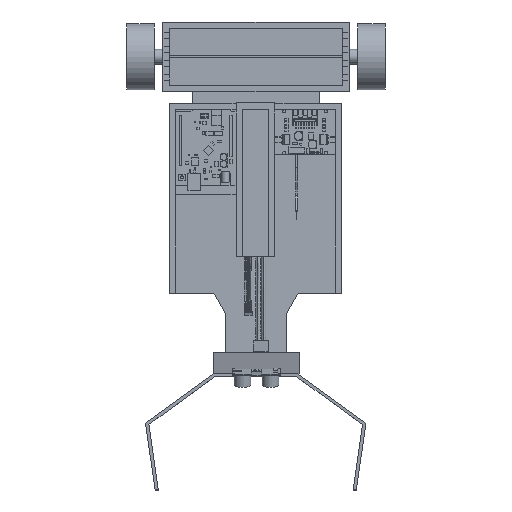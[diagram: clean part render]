
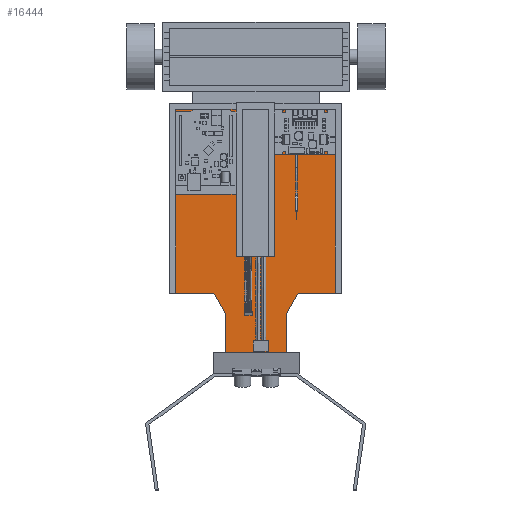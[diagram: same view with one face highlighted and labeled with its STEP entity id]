
A CAD part, top view. The second image highlights one B-rep face of the part: STEP entity #16444.
In plain terms, the highlighted planar face has unit normal (0, 0, 1).
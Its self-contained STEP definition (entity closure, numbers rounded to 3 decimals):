
#652=FACE_OUTER_BOUND('',#1604,.T.);
#1604=EDGE_LOOP('',(#10908,#10909,#10910,#10911,#10912,#10913,#10914,#10915,
#10916,#10917,#10918,#10919,#10920,#10921,#10922,#10923,#10924,#10925));
#2719=LINE('',#23208,#4844);
#2725=LINE('',#23220,#4850);
#2727=LINE('',#23223,#4852);
#2749=LINE('',#23273,#4874);
#2753=LINE('',#23282,#4878);
#2755=LINE('',#23286,#4880);
#2756=LINE('',#23288,#4881);
#2757=LINE('',#23290,#4882);
#2758=LINE('',#23292,#4883);
#2759=LINE('',#23294,#4884);
#2760=LINE('',#23295,#4885);
#2761=LINE('',#23297,#4886);
#2762=LINE('',#23299,#4887);
#2763=LINE('',#23301,#4888);
#2764=LINE('',#23303,#4889);
#2765=LINE('',#23304,#4890);
#2766=LINE('',#23306,#4891);
#2767=LINE('',#23307,#4892);
#4844=VECTOR('',#18721,10.);
#4850=VECTOR('',#18729,10.);
#4852=VECTOR('',#18733,10.);
#4874=VECTOR('',#18767,10.);
#4878=VECTOR('',#18773,10.);
#4880=VECTOR('',#18777,10.);
#4881=VECTOR('',#18778,10.);
#4882=VECTOR('',#18779,10.);
#4883=VECTOR('',#18780,10.);
#4884=VECTOR('',#18781,10.);
#4885=VECTOR('',#18782,10.);
#4886=VECTOR('',#18783,10.);
#4887=VECTOR('',#18784,10.);
#4888=VECTOR('',#18785,10.);
#4889=VECTOR('',#18786,10.);
#4890=VECTOR('',#18787,1.);
#4891=VECTOR('',#18788,1.);
#4892=VECTOR('',#18789,10.);
#6968=VERTEX_POINT('',#23204);
#6970=VERTEX_POINT('',#23207);
#6973=VERTEX_POINT('',#23214);
#6975=VERTEX_POINT('',#23218);
#6996=VERTEX_POINT('',#23270);
#6997=VERTEX_POINT('',#23272);
#7000=VERTEX_POINT('',#23279);
#7001=VERTEX_POINT('',#23281);
#7002=VERTEX_POINT('',#23285);
#7003=VERTEX_POINT('',#23287);
#7004=VERTEX_POINT('',#23289);
#7005=VERTEX_POINT('',#23291);
#7006=VERTEX_POINT('',#23293);
#7007=VERTEX_POINT('',#23296);
#7008=VERTEX_POINT('',#23298);
#7009=VERTEX_POINT('',#23300);
#7010=VERTEX_POINT('',#23302);
#7011=VERTEX_POINT('',#23305);
#8505=EDGE_CURVE('',#6970,#6968,#2719,.T.);
#8511=EDGE_CURVE('',#6975,#6973,#2725,.T.);
#8513=EDGE_CURVE('',#6973,#6968,#2727,.T.);
#8537=EDGE_CURVE('',#6997,#6996,#2749,.T.);
#8541=EDGE_CURVE('',#7001,#7000,#2753,.T.);
#8543=EDGE_CURVE('',#7002,#7000,#2755,.T.);
#8544=EDGE_CURVE('',#7002,#7003,#2756,.T.);
#8545=EDGE_CURVE('',#7003,#7004,#2757,.T.);
#8546=EDGE_CURVE('',#7004,#7005,#2758,.T.);
#8547=EDGE_CURVE('',#7006,#7005,#2759,.T.);
#8548=EDGE_CURVE('',#7006,#6997,#2760,.T.);
#8549=EDGE_CURVE('',#6996,#7007,#2761,.T.);
#8550=EDGE_CURVE('',#7008,#7007,#2762,.T.);
#8551=EDGE_CURVE('',#7008,#7009,#2763,.T.);
#8552=EDGE_CURVE('',#7010,#7009,#2764,.T.);
#8553=EDGE_CURVE('',#6970,#7010,#2765,.T.);
#8554=EDGE_CURVE('',#7011,#6975,#2766,.T.);
#8555=EDGE_CURVE('',#7011,#7001,#2767,.T.);
#10908=ORIENTED_EDGE('',*,*,#8541,.T.);
#10909=ORIENTED_EDGE('',*,*,#8543,.F.);
#10910=ORIENTED_EDGE('',*,*,#8544,.T.);
#10911=ORIENTED_EDGE('',*,*,#8545,.T.);
#10912=ORIENTED_EDGE('',*,*,#8546,.T.);
#10913=ORIENTED_EDGE('',*,*,#8547,.F.);
#10914=ORIENTED_EDGE('',*,*,#8548,.T.);
#10915=ORIENTED_EDGE('',*,*,#8537,.T.);
#10916=ORIENTED_EDGE('',*,*,#8549,.T.);
#10917=ORIENTED_EDGE('',*,*,#8550,.F.);
#10918=ORIENTED_EDGE('',*,*,#8551,.T.);
#10919=ORIENTED_EDGE('',*,*,#8552,.F.);
#10920=ORIENTED_EDGE('',*,*,#8553,.F.);
#10921=ORIENTED_EDGE('',*,*,#8505,.T.);
#10922=ORIENTED_EDGE('',*,*,#8513,.F.);
#10923=ORIENTED_EDGE('',*,*,#8511,.F.);
#10924=ORIENTED_EDGE('',*,*,#8554,.F.);
#10925=ORIENTED_EDGE('',*,*,#8555,.T.);
#15585=PLANE('',#17545);
#16444=ADVANCED_FACE('',(#652),#15585,.F.);
#17545=AXIS2_PLACEMENT_3D('',#23284,#18775,#18776);
#18721=DIRECTION('',(0.,-1.,0.));
#18729=DIRECTION('',(0.,-1.,0.));
#18733=DIRECTION('',(-1.,0.,0.));
#18767=DIRECTION('',(-1.,0.,0.));
#18773=DIRECTION('',(0.,1.,0.));
#18775=DIRECTION('center_axis',(0.,0.,-1.));
#18776=DIRECTION('ref_axis',(-1.,0.,0.));
#18777=DIRECTION('',(1.,0.,0.));
#18778=DIRECTION('',(0.,-1.,0.));
#18779=DIRECTION('',(-1.,0.,0.));
#18780=DIRECTION('',(0.,1.,0.));
#18781=DIRECTION('',(1.,0.,0.));
#18782=DIRECTION('',(0.,-1.,0.));
#18783=DIRECTION('',(0.,1.,0.));
#18784=DIRECTION('',(1.,0.,0.));
#18785=DIRECTION('',(0.,-1.,0.));
#18786=DIRECTION('',(-1.,0.,0.));
#18787=DIRECTION('',(-0.5,0.866,0.));
#18788=DIRECTION('',(-0.5,-0.866,0.));
#18789=DIRECTION('',(1.,0.,0.));
#23204=CARTESIAN_POINT('',(0.,-37.489,6.));
#23207=CARTESIAN_POINT('',(0.,0.,6.));
#23208=CARTESIAN_POINT('',(0.,0.,6.));
#23214=CARTESIAN_POINT('',(58.,-37.489,6.));
#23218=CARTESIAN_POINT('',(58.,0.,6.));
#23220=CARTESIAN_POINT('',(58.,0.,6.));
#23223=CARTESIAN_POINT('',(43.5,-37.489,6.));
#23270=CARTESIAN_POINT('',(10.,54.053,6.));
#23272=CARTESIAN_POINT('',(16.,54.053,6.));
#23273=CARTESIAN_POINT('',(22.5,54.053,6.));
#23279=CARTESIAN_POINT('',(104.4,194.053,6.));
#23281=CARTESIAN_POINT('',(104.4,19.053,6.));
#23282=CARTESIAN_POINT('',(104.4,168.243,6.));
#23284=CARTESIAN_POINT('Origin',(29.,142.434,6.));
#23285=CARTESIAN_POINT('',(47.,194.053,6.));
#23286=CARTESIAN_POINT('',(69.,194.053,6.));
#23287=CARTESIAN_POINT('',(47.,54.053,6.));
#23288=CARTESIAN_POINT('',(47.,168.243,6.));
#23289=CARTESIAN_POINT('',(41.,54.053,6.));
#23290=CARTESIAN_POINT('',(38.,54.053,6.));
#23291=CARTESIAN_POINT('',(41.,194.053,6.));
#23292=CARTESIAN_POINT('',(41.,98.243,6.));
#23293=CARTESIAN_POINT('',(16.,194.053,6.));
#23294=CARTESIAN_POINT('',(69.,194.053,6.));
#23295=CARTESIAN_POINT('',(16.,168.243,6.));
#23296=CARTESIAN_POINT('',(10.,194.053,6.));
#23297=CARTESIAN_POINT('',(10.,98.243,6.));
#23298=CARTESIAN_POINT('',(-47.5,194.053,6.));
#23299=CARTESIAN_POINT('',(69.,194.053,6.));
#23300=CARTESIAN_POINT('',(-47.5,19.053,6.));
#23301=CARTESIAN_POINT('',(-47.5,80.743,6.));
#23302=CARTESIAN_POINT('',(-11.,19.053,6.));
#23303=CARTESIAN_POINT('',(-47.5,19.053,6.));
#23304=CARTESIAN_POINT('',(0.,0.,6.));
#23305=CARTESIAN_POINT('',(69.,19.053,6.));
#23306=CARTESIAN_POINT('',(69.,19.053,6.));
#23307=CARTESIAN_POINT('',(69.,19.053,6.));
